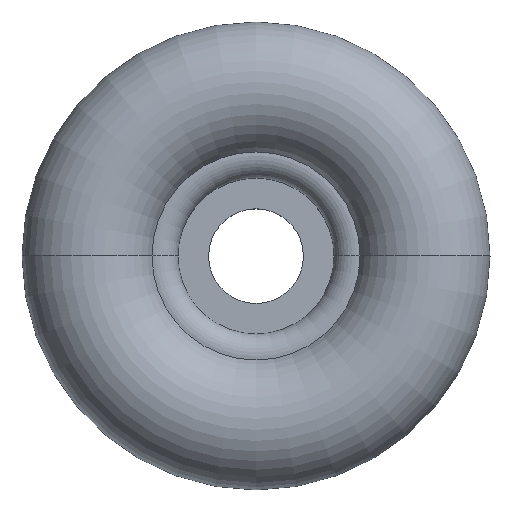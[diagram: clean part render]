
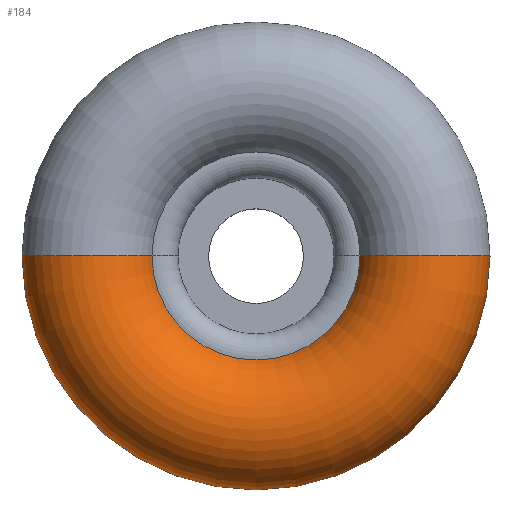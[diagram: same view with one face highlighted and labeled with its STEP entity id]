
A CAD part, top view. The second image highlights one B-rep face of the part: STEP entity #184.
In plain terms, the highlighted toroidal (fillet/blend) face has major radius 15 mm and minor radius 6 mm.
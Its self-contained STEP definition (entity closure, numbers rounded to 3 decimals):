
#18 = ORIENTED_EDGE ( 'NONE', *, *, #534, .F. ) ;
#29 = CARTESIAN_POINT ( 'NONE',  ( 0., 0., -4.028 ) ) ;
#80 = CARTESIAN_POINT ( 'NONE',  ( -18., 0., -11.196 ) ) ;
#139 = DIRECTION ( 'NONE',  ( 0., 0., 1. ) ) ;
#173 = AXIS2_PLACEMENT_3D ( 'NONE', #255, #635, #703 ) ;
#184 = ADVANCED_FACE ( 'NONE', ( #890 ), #687, .T. ) ;
#204 = CIRCLE ( 'NONE', #173, 6. ) ;
#209 = CARTESIAN_POINT ( 'NONE',  ( 18., 0., -11.196 ) ) ;
#255 = CARTESIAN_POINT ( 'NONE',  ( -15., 0., -6. ) ) ;
#278 = ORIENTED_EDGE ( 'NONE', *, *, #789, .F. ) ;
#289 = CARTESIAN_POINT ( 'NONE',  ( 15., 0., -6. ) ) ;
#325 = EDGE_CURVE ( 'NONE', #480, #562, #486, .T. ) ;
#378 = ORIENTED_EDGE ( 'NONE', *, *, #771, .T. ) ;
#396 = AXIS2_PLACEMENT_3D ( 'NONE', #29, #503, #493 ) ;
#414 = CARTESIAN_POINT ( 'NONE',  ( 9.333, 0., -4.028 ) ) ;
#467 = AXIS2_PLACEMENT_3D ( 'NONE', #536, #139, #756 ) ;
#480 = VERTEX_POINT ( 'NONE', #735 ) ;
#486 = CIRCLE ( 'NONE', #396, 9.333 ) ;
#490 = AXIS2_PLACEMENT_3D ( 'NONE', #512, #982, #960 ) ;
#493 = DIRECTION ( 'NONE',  ( 1., 0., 0. ) ) ;
#503 = DIRECTION ( 'NONE',  ( 0., 0., 1. ) ) ;
#512 = CARTESIAN_POINT ( 'NONE',  ( 0., 0., -11.196 ) ) ;
#534 = EDGE_CURVE ( 'NONE', #991, #914, #782, .T. ) ;
#536 = CARTESIAN_POINT ( 'NONE',  ( 0., 0., -6. ) ) ;
#543 = CIRCLE ( 'NONE', #742, 6. ) ;
#562 = VERTEX_POINT ( 'NONE', #414 ) ;
#635 = DIRECTION ( 'NONE',  ( 0., 1., 0. ) ) ;
#687 = TOROIDAL_SURFACE ( 'NONE', #467, 15., 6. ) ;
#696 = DIRECTION ( 'NONE',  ( 0., -1., 0. ) ) ;
#703 = DIRECTION ( 'NONE',  ( -1., 0., 0. ) ) ;
#735 = CARTESIAN_POINT ( 'NONE',  ( -9.333, 0., -4.028 ) ) ;
#742 = AXIS2_PLACEMENT_3D ( 'NONE', #289, #696, #1005 ) ;
#756 = DIRECTION ( 'NONE',  ( 1., 0., 0. ) ) ;
#771 = EDGE_CURVE ( 'NONE', #991, #562, #543, .T. ) ;
#782 = CIRCLE ( 'NONE', #490, 18. ) ;
#789 = EDGE_CURVE ( 'NONE', #914, #480, #204, .T. ) ;
#819 = ORIENTED_EDGE ( 'NONE', *, *, #325, .F. ) ;
#853 = EDGE_LOOP ( 'NONE', ( #278, #18, #378, #819 ) ) ;
#890 = FACE_OUTER_BOUND ( 'NONE', #853, .T. ) ;
#914 = VERTEX_POINT ( 'NONE', #80 ) ;
#960 = DIRECTION ( 'NONE',  ( 1., 0., 0. ) ) ;
#982 = DIRECTION ( 'NONE',  ( 0., 0., -1. ) ) ;
#991 = VERTEX_POINT ( 'NONE', #209 ) ;
#1005 = DIRECTION ( 'NONE',  ( 0., 0., -1. ) ) ;
